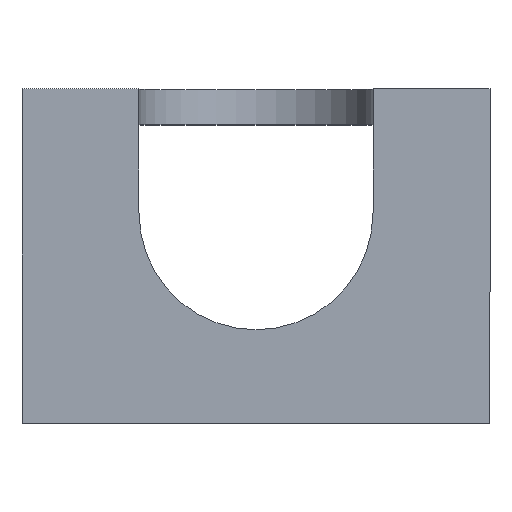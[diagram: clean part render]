
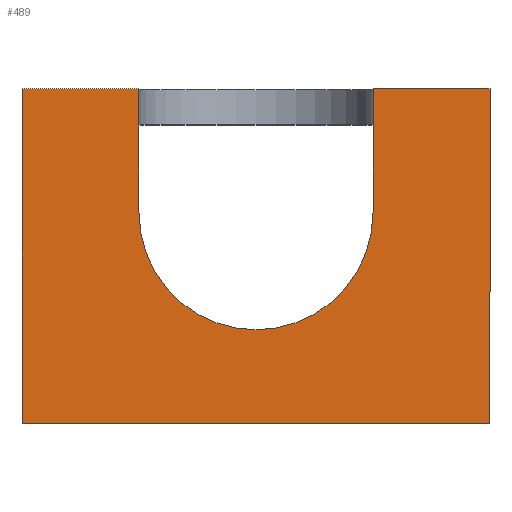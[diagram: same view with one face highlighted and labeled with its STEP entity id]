
A CAD part, top view. The second image highlights one B-rep face of the part: STEP entity #489.
In plain terms, the highlighted planar face has unit normal (0, 0, 1).
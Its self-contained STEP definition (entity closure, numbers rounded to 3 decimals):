
#18=FACE_OUTER_BOUND('',#42,.T.);
#42=EDGE_LOOP('',(#324,#325,#326,#327,#328,#329,#330,#331,#332,#333,#334,
#335));
#66=CIRCLE('',#537,5.);
#72=LINE('',#698,#138);
#73=LINE('',#700,#139);
#74=LINE('',#702,#140);
#75=LINE('',#704,#141);
#76=LINE('',#706,#142);
#77=LINE('',#708,#143);
#78=LINE('',#710,#144);
#79=LINE('',#712,#145);
#80=LINE('',#716,#146);
#81=LINE('',#718,#147);
#82=LINE('',#719,#148);
#138=VECTOR('',#570,10.);
#139=VECTOR('',#571,10.);
#140=VECTOR('',#572,10.);
#141=VECTOR('',#573,10.);
#142=VECTOR('',#574,10.);
#143=VECTOR('',#575,10.);
#144=VECTOR('',#576,10.);
#145=VECTOR('',#577,10.);
#146=VECTOR('',#580,10.);
#147=VECTOR('',#581,10.);
#148=VECTOR('',#582,10.);
#204=VERTEX_POINT('',#696);
#205=VERTEX_POINT('',#697);
#206=VERTEX_POINT('',#699);
#207=VERTEX_POINT('',#701);
#208=VERTEX_POINT('',#703);
#209=VERTEX_POINT('',#705);
#210=VERTEX_POINT('',#707);
#211=VERTEX_POINT('',#709);
#212=VERTEX_POINT('',#711);
#213=VERTEX_POINT('',#713);
#214=VERTEX_POINT('',#715);
#215=VERTEX_POINT('',#717);
#252=EDGE_CURVE('',#204,#205,#72,.T.);
#253=EDGE_CURVE('',#206,#204,#73,.T.);
#254=EDGE_CURVE('',#207,#206,#74,.T.);
#255=EDGE_CURVE('',#208,#207,#75,.T.);
#256=EDGE_CURVE('',#209,#208,#76,.T.);
#257=EDGE_CURVE('',#210,#209,#77,.T.);
#258=EDGE_CURVE('',#211,#210,#78,.T.);
#259=EDGE_CURVE('',#211,#212,#79,.T.);
#260=EDGE_CURVE('',#212,#213,#66,.T.);
#261=EDGE_CURVE('',#213,#214,#80,.T.);
#262=EDGE_CURVE('',#215,#214,#81,.T.);
#263=EDGE_CURVE('',#205,#215,#82,.T.);
#324=ORIENTED_EDGE('',*,*,#252,.F.);
#325=ORIENTED_EDGE('',*,*,#253,.F.);
#326=ORIENTED_EDGE('',*,*,#254,.F.);
#327=ORIENTED_EDGE('',*,*,#255,.F.);
#328=ORIENTED_EDGE('',*,*,#256,.F.);
#329=ORIENTED_EDGE('',*,*,#257,.F.);
#330=ORIENTED_EDGE('',*,*,#258,.F.);
#331=ORIENTED_EDGE('',*,*,#259,.T.);
#332=ORIENTED_EDGE('',*,*,#260,.T.);
#333=ORIENTED_EDGE('',*,*,#261,.T.);
#334=ORIENTED_EDGE('',*,*,#262,.F.);
#335=ORIENTED_EDGE('',*,*,#263,.F.);
#468=PLANE('',#536);
#489=ADVANCED_FACE('',(#18),#468,.T.);
#536=AXIS2_PLACEMENT_3D('',#695,#568,#569);
#537=AXIS2_PLACEMENT_3D('',#714,#578,#579);
#568=DIRECTION('center_axis',(0.,0.,
1.));
#569=DIRECTION('ref_axis',(0.,-1.,0.));
#570=DIRECTION('',(0.,1.,0.));
#571=DIRECTION('',(0.,1.,0.));
#572=DIRECTION('',(-1.,0.,0.));
#573=DIRECTION('',(0.,-1.,0.));
#574=DIRECTION('',(0.,-1.,0.));
#575=DIRECTION('',(1.,0.,0.));
#576=DIRECTION('',(0.,1.,0.));
#577=DIRECTION('',(0.,-1.,0.));
#578=DIRECTION('center_axis',(0.,0.,
-1.));
#579=DIRECTION('ref_axis',(-1.,0.,0.));
#580=DIRECTION('',(0.,1.,0.));
#581=DIRECTION('',(0.,-1.,0.));
#582=DIRECTION('',(1.,0.,0.));
#695=CARTESIAN_POINT('Origin',(-10.,16.196,-11.696));
#696=CARTESIAN_POINT('',(-20.,-1.5,-11.696));
#697=CARTESIAN_POINT('',(-20.,1.5,-11.696));
#698=CARTESIAN_POINT('',(-20.,7.348,-11.696));
#699=CARTESIAN_POINT('',(-20.,-12.804,-11.696));
#700=CARTESIAN_POINT('',(-20.,-12.804,-11.696));
#701=CARTESIAN_POINT('',(0.,-12.804,-11.696));
#702=CARTESIAN_POINT('',(0.,-12.804,-11.696));
#703=CARTESIAN_POINT('',(0.,-1.5,-11.696));
#704=CARTESIAN_POINT('',(0.,45.196,-11.696));
#705=CARTESIAN_POINT('',(0.,1.5,-11.696));
#706=CARTESIAN_POINT('',(0.,10.161,-11.696));
#707=CARTESIAN_POINT('',(-5.,1.5,-11.696));
#708=CARTESIAN_POINT('',(-10.,1.5,-11.696));
#709=CARTESIAN_POINT('',(-5.,-1.5,-11.696));
#710=CARTESIAN_POINT('',(-5.,10.161,-11.696));
#711=CARTESIAN_POINT('',(-5.,-3.804,-11.696));
#712=CARTESIAN_POINT('',(-5.,17.196,-11.696));
#713=CARTESIAN_POINT('',(-15.,-3.804,-11.696));
#714=CARTESIAN_POINT('Origin',(-10.,-3.804,-11.696));
#715=CARTESIAN_POINT('',(-15.,-1.5,-11.696));
#716=CARTESIAN_POINT('',(-15.,6.196,-11.696));
#717=CARTESIAN_POINT('',(-15.,1.5,-11.696));
#718=CARTESIAN_POINT('',(-15.,7.348,-11.696));
#719=CARTESIAN_POINT('',(-10.,1.5,-11.696));
